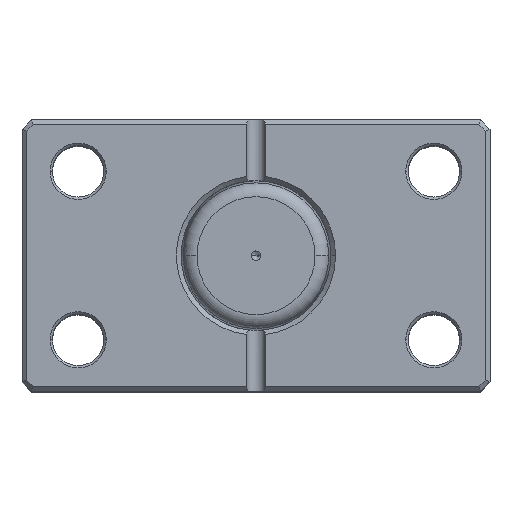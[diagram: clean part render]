
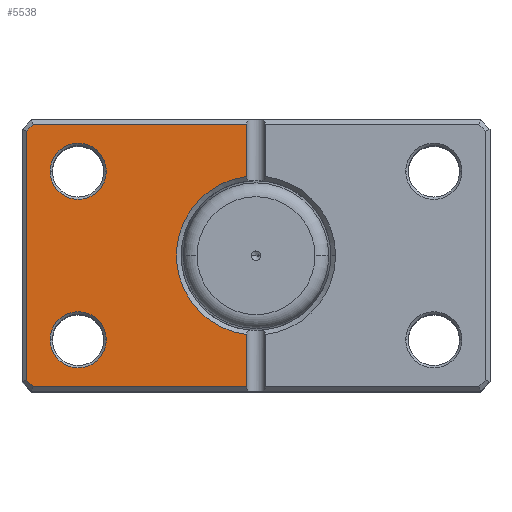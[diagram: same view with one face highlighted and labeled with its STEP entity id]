
A CAD part, top view. The second image highlights one B-rep face of the part: STEP entity #5538.
In plain terms, the highlighted face is planar.
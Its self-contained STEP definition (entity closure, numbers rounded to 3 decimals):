
#85 = ORIENTED_EDGE ( 'NONE', *, *, #3517, .T. ) ;
#157 = DIRECTION ( 'NONE',  ( 0., -1., 0. ) ) ;
#288 = DIRECTION ( 'NONE',  ( 1., 0., 0. ) ) ;
#532 = CARTESIAN_POINT ( 'NONE',  ( 2., 29., 0. ) ) ;
#592 = ORIENTED_EDGE ( 'NONE', *, *, #2509, .T. ) ;
#602 = LINE ( 'NONE', #2220, #5922 ) ;
#625 = VERTEX_POINT ( 'NONE', #2458 ) ;
#664 = LINE ( 'NONE', #2967, #802 ) ;
#691 = DIRECTION ( 'NONE',  ( 0., 0., 1. ) ) ;
#715 = DIRECTION ( 'NONE',  ( 0., 0., 1. ) ) ;
#733 = CIRCLE ( 'NONE', #4007, 17. ) ;
#802 = VECTOR ( 'NONE', #5095, 1000. ) ;
#856 = CIRCLE ( 'NONE', #2234, 6. ) ;
#873 = DIRECTION ( 'NONE',  ( 1., 0., 0. ) ) ;
#1020 = DIRECTION ( 'NONE',  ( 0.707, -0.707, 0. ) ) ;
#1088 = EDGE_LOOP ( 'NONE', ( #4298, #4142 ) ) ;
#1144 = VERTEX_POINT ( 'NONE', #1474 ) ;
#1276 = CIRCLE ( 'NONE', #2046, 6. ) ;
#1335 = VERTEX_POINT ( 'NONE', #3707 ) ;
#1383 = LINE ( 'NONE', #3467, #5408 ) ;
#1427 = VERTEX_POINT ( 'NONE', #5880 ) ;
#1445 = LINE ( 'NONE', #4421, #4033 ) ;
#1474 = CARTESIAN_POINT ( 'NONE',  ( 2., 16.882, 0. ) ) ;
#1485 = CARTESIAN_POINT ( 'NONE',  ( 47.586, -28., 0. ) ) ;
#1520 = VECTOR ( 'NONE', #2427, 1000. ) ;
#1574 = EDGE_CURVE ( 'NONE', #1144, #2182, #6084, .T. ) ;
#1586 = FACE_BOUND ( 'NONE', #3695, .T. ) ;
#1596 = PLANE ( 'NONE',  #3042 ) ;
#1735 = DIRECTION ( 'NONE',  ( -1., 0., 0. ) ) ;
#1862 = CARTESIAN_POINT ( 'NONE',  ( 37.793, 37.793, 0. ) ) ;
#1891 = ORIENTED_EDGE ( 'NONE', *, *, #4764, .T. ) ;
#2046 = AXIS2_PLACEMENT_3D ( 'NONE', #6390, #3171, #288 ) ;
#2182 = VERTEX_POINT ( 'NONE', #5258 ) ;
#2220 = CARTESIAN_POINT ( 'NONE',  ( 0., -28., 0. ) ) ;
#2234 = AXIS2_PLACEMENT_3D ( 'NONE', #2795, #6517, #3307 ) ;
#2275 = EDGE_LOOP ( 'NONE', ( #3916, #1891, #2308, #4482, #592, #5805, #2396, #2870 ) ) ;
#2308 = ORIENTED_EDGE ( 'NONE', *, *, #1574, .T. ) ;
#2396 = ORIENTED_EDGE ( 'NONE', *, *, #2848, .T. ) ;
#2427 = DIRECTION ( 'NONE',  ( 0., 1., 0. ) ) ;
#2458 = CARTESIAN_POINT ( 'NONE',  ( 2., -16.882, 0. ) ) ;
#2489 = CARTESIAN_POINT ( 'NONE',  ( 47.586, 28., 0. ) ) ;
#2509 = EDGE_CURVE ( 'NONE', #3231, #5946, #5570, .T. ) ;
#2539 = EDGE_CURVE ( 'NONE', #5946, #3708, #1383, .T. ) ;
#2653 = CARTESIAN_POINT ( 'NONE',  ( 2., -28., 0. ) ) ;
#2655 = VERTEX_POINT ( 'NONE', #6520 ) ;
#2680 = EDGE_CURVE ( 'NONE', #1427, #1335, #4852, .T. ) ;
#2704 = DIRECTION ( 'NONE',  ( 1., 0., 0. ) ) ;
#2795 = CARTESIAN_POINT ( 'NONE',  ( 38., 18., 0. ) ) ;
#2807 = FACE_BOUND ( 'NONE', #1088, .T. ) ;
#2848 = EDGE_CURVE ( 'NONE', #3708, #3311, #1445, .T. ) ;
#2852 = CARTESIAN_POINT ( 'NONE',  ( 38., 18., 0. ) ) ;
#2870 = ORIENTED_EDGE ( 'NONE', *, *, #3086, .T. ) ;
#2967 = CARTESIAN_POINT ( 'NONE',  ( 2., 29., 0. ) ) ;
#3042 = AXIS2_PLACEMENT_3D ( 'NONE', #4241, #5936, #2704 ) ;
#3086 = EDGE_CURVE ( 'NONE', #3311, #4894, #602, .T. ) ;
#3171 = DIRECTION ( 'NONE',  ( 0., 0., 1. ) ) ;
#3217 = CARTESIAN_POINT ( 'NONE',  ( 49., -26.586, 0. ) ) ;
#3231 = VERTEX_POINT ( 'NONE', #2489 ) ;
#3307 = DIRECTION ( 'NONE',  ( 1., 0., 0. ) ) ;
#3311 = VERTEX_POINT ( 'NONE', #1485 ) ;
#3372 = DIRECTION ( 'NONE',  ( 0., 0., 1. ) ) ;
#3467 = CARTESIAN_POINT ( 'NONE',  ( 49., 0., 0. ) ) ;
#3517 = EDGE_CURVE ( 'NONE', #2655, #4434, #5026, .T. ) ;
#3632 = CARTESIAN_POINT ( 'NONE',  ( 38., -18., 0. ) ) ;
#3660 = CARTESIAN_POINT ( 'NONE',  ( 0., 0., 0. ) ) ;
#3695 = EDGE_LOOP ( 'NONE', ( #4984, #85 ) ) ;
#3707 = CARTESIAN_POINT ( 'NONE',  ( 32., 18., 0. ) ) ;
#3708 = VERTEX_POINT ( 'NONE', #3217 ) ;
#3884 = CARTESIAN_POINT ( 'NONE',  ( 0., 28., 0. ) ) ;
#3889 = EDGE_CURVE ( 'NONE', #2182, #3231, #6244, .T. ) ;
#3916 = ORIENTED_EDGE ( 'NONE', *, *, #4627, .T. ) ;
#4007 = AXIS2_PLACEMENT_3D ( 'NONE', #3660, #715, #4218 ) ;
#4033 = VECTOR ( 'NONE', #4664, 1000. ) ;
#4113 = VECTOR ( 'NONE', #1020, 1000. ) ;
#4142 = ORIENTED_EDGE ( 'NONE', *, *, #2680, .T. ) ;
#4172 = DIRECTION ( 'NONE',  ( 1., 0., 0. ) ) ;
#4186 = FACE_OUTER_BOUND ( 'NONE', #2275, .T. ) ;
#4218 = DIRECTION ( 'NONE',  ( 1., 0., 0. ) ) ;
#4241 = CARTESIAN_POINT ( 'NONE',  ( 0., 0., 0. ) ) ;
#4298 = ORIENTED_EDGE ( 'NONE', *, *, #6058, .T. ) ;
#4421 = CARTESIAN_POINT ( 'NONE',  ( 37.793, -37.793, 0. ) ) ;
#4434 = VERTEX_POINT ( 'NONE', #6012 ) ;
#4482 = ORIENTED_EDGE ( 'NONE', *, *, #3889, .T. ) ;
#4627 = EDGE_CURVE ( 'NONE', #4894, #625, #664, .T. ) ;
#4664 = DIRECTION ( 'NONE',  ( -0.707, -0.707, 0. ) ) ;
#4764 = EDGE_CURVE ( 'NONE', #625, #1144, #733, .T. ) ;
#4852 = CIRCLE ( 'NONE', #5083, 6. ) ;
#4894 = VERTEX_POINT ( 'NONE', #2653 ) ;
#4930 = AXIS2_PLACEMENT_3D ( 'NONE', #3632, #691, #4172 ) ;
#4984 = ORIENTED_EDGE ( 'NONE', *, *, #6331, .T. ) ;
#5026 = CIRCLE ( 'NONE', #4930, 6. ) ;
#5083 = AXIS2_PLACEMENT_3D ( 'NONE', #2852, #3372, #6092 ) ;
#5095 = DIRECTION ( 'NONE',  ( 0., 1., 0. ) ) ;
#5097 = CARTESIAN_POINT ( 'NONE',  ( 49., 26.586, 0. ) ) ;
#5258 = CARTESIAN_POINT ( 'NONE',  ( 2., 28., 0. ) ) ;
#5312 = VECTOR ( 'NONE', #873, 1000. ) ;
#5408 = VECTOR ( 'NONE', #157, 1000. ) ;
#5538 = ADVANCED_FACE ( 'NONE', ( #1586, #2807, #4186 ), #1596, .F. ) ;
#5570 = LINE ( 'NONE', #1862, #4113 ) ;
#5805 = ORIENTED_EDGE ( 'NONE', *, *, #2539, .T. ) ;
#5880 = CARTESIAN_POINT ( 'NONE',  ( 44., 18., 0. ) ) ;
#5922 = VECTOR ( 'NONE', #1735, 1000. ) ;
#5936 = DIRECTION ( 'NONE',  ( 0., 0., 1. ) ) ;
#5946 = VERTEX_POINT ( 'NONE', #5097 ) ;
#6012 = CARTESIAN_POINT ( 'NONE',  ( 32., -18., 0. ) ) ;
#6058 = EDGE_CURVE ( 'NONE', #1335, #1427, #856, .T. ) ;
#6084 = LINE ( 'NONE', #532, #1520 ) ;
#6092 = DIRECTION ( 'NONE',  ( 1., 0., 0. ) ) ;
#6244 = LINE ( 'NONE', #3884, #5312 ) ;
#6331 = EDGE_CURVE ( 'NONE', #4434, #2655, #1276, .T. ) ;
#6390 = CARTESIAN_POINT ( 'NONE',  ( 38., -18., 0. ) ) ;
#6517 = DIRECTION ( 'NONE',  ( 0., 0., 1. ) ) ;
#6520 = CARTESIAN_POINT ( 'NONE',  ( 44., -18., 0. ) ) ;
